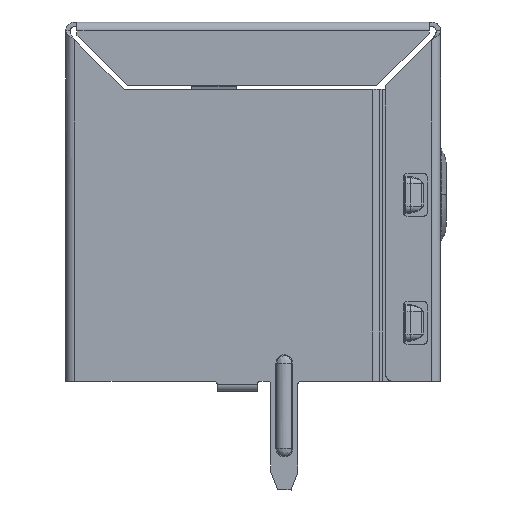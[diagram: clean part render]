
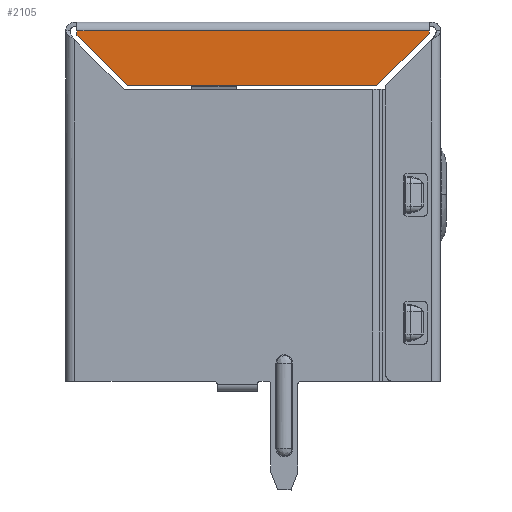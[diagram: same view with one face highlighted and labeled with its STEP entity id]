
A CAD part, left-side view. The second image highlights one B-rep face of the part: STEP entity #2105.
In plain terms, the highlighted planar face has unit normal (-1, 0, 0).
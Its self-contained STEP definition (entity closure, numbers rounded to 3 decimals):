
#1260 = CARTESIAN_POINT ( 'NONE',  ( -0.145, 0.25, -0.25 ) ) ;
#1788 = DIRECTION ( 'NONE',  ( 0., 0., 1. ) ) ;
#2017 = VERTEX_POINT ( 'NONE', #24404 ) ;
#2105 = ADVANCED_FACE ( 'NONE', ( #3737 ), #6205, .F. ) ;
#3737 = FACE_OUTER_BOUND ( 'NONE', #25514, .T. ) ;
#3904 = CARTESIAN_POINT ( 'NONE',  ( -0.145, 0.25, -2.6 ) ) ;
#5072 = AXIS2_PLACEMENT_3D ( 'NONE', #3904, #14662, #8379 ) ;
#5434 = DIRECTION ( 'NONE',  ( 0., 0.707, 0.707 ) ) ;
#5568 = LINE ( 'NONE', #22906, #20197 ) ;
#6205 = PLANE ( 'NONE',  #5072 ) ;
#6965 = CARTESIAN_POINT ( 'NONE',  ( -0.145, 0.25, -0.15 ) ) ;
#7276 = CARTESIAN_POINT ( 'NONE',  ( -0.145, 13.7, -2.6 ) ) ;
#7343 = VERTEX_POINT ( 'NONE', #18490 ) ;
#8379 = DIRECTION ( 'NONE',  ( 0., 0., -1. ) ) ;
#9514 = ORIENTED_EDGE ( 'NONE', *, *, #18778, .F. ) ;
#9673 = ORIENTED_EDGE ( 'NONE', *, *, #22279, .F. ) ;
#10682 = VECTOR ( 'NONE', #16794, 1000. ) ;
#11193 = VERTEX_POINT ( 'NONE', #24558 ) ;
#12206 = CARTESIAN_POINT ( 'NONE',  ( -0.145, 15.95, 0.25 ) ) ;
#12612 = ORIENTED_EDGE ( 'NONE', *, *, #14284, .F. ) ;
#12660 = CARTESIAN_POINT ( 'NONE',  ( -0.145, 0.25, -2.6 ) ) ;
#14284 = EDGE_CURVE ( 'NONE', #11193, #23916, #25051, .T. ) ;
#14426 = EDGE_CURVE ( 'NONE', #2017, #15424, #25683, .T. ) ;
#14662 = DIRECTION ( 'NONE',  ( 1., 0., 0. ) ) ;
#14936 = VECTOR ( 'NONE', #17982, 1000. ) ;
#15119 = VECTOR ( 'NONE', #5434, 1000. ) ;
#15241 = DIRECTION ( 'NONE',  ( 0., 0., -1. ) ) ;
#15424 = VERTEX_POINT ( 'NONE', #7276 ) ;
#16230 = VECTOR ( 'NONE', #15241, 1000. ) ;
#16794 = DIRECTION ( 'NONE',  ( 0., 1., 0. ) ) ;
#16898 = LINE ( 'NONE', #17083, #16230 ) ;
#17083 = CARTESIAN_POINT ( 'NONE',  ( -0.145, 0.25, -2.6 ) ) ;
#17217 = CARTESIAN_POINT ( 'NONE',  ( -0.145, 15.95, -0.15 ) ) ;
#17982 = DIRECTION ( 'NONE',  ( 0., 0.707, -0.707 ) ) ;
#18490 = CARTESIAN_POINT ( 'NONE',  ( -0.145, 0.25, -0.25 ) ) ;
#18778 = EDGE_CURVE ( 'NONE', #7343, #2017, #25343, .T. ) ;
#19722 = ORIENTED_EDGE ( 'NONE', *, *, #14426, .F. ) ;
#20068 = CARTESIAN_POINT ( 'NONE',  ( -0.145, 13.7, -2.6 ) ) ;
#20197 = VECTOR ( 'NONE', #21090, 1000. ) ;
#20828 = VECTOR ( 'NONE', #1788, 1000. ) ;
#20983 = ORIENTED_EDGE ( 'NONE', *, *, #24690, .F. ) ;
#21090 = DIRECTION ( 'NONE',  ( 0., -1., 0. ) ) ;
#22266 = VERTEX_POINT ( 'NONE', #6965 ) ;
#22279 = EDGE_CURVE ( 'NONE', #22266, #7343, #16898, .T. ) ;
#22890 = LINE ( 'NONE', #20068, #15119 ) ;
#22906 = CARTESIAN_POINT ( 'NONE',  ( -0.145, 0.25, -0.15 ) ) ;
#23916 = VERTEX_POINT ( 'NONE', #17217 ) ;
#24404 = CARTESIAN_POINT ( 'NONE',  ( -0.145, 2.6, -2.6 ) ) ;
#24558 = CARTESIAN_POINT ( 'NONE',  ( -0.145, 15.95, -0.35 ) ) ;
#24690 = EDGE_CURVE ( 'NONE', #23916, #22266, #5568, .T. ) ;
#25051 = LINE ( 'NONE', #12206, #20828 ) ;
#25343 = LINE ( 'NONE', #1260, #14936 ) ;
#25420 = EDGE_CURVE ( 'NONE', #15424, #11193, #22890, .T. ) ;
#25514 = EDGE_LOOP ( 'NONE', ( #19722, #9514, #9673, #20983, #12612, #25534 ) ) ;
#25534 = ORIENTED_EDGE ( 'NONE', *, *, #25420, .F. ) ;
#25683 = LINE ( 'NONE', #12660, #10682 ) ;
